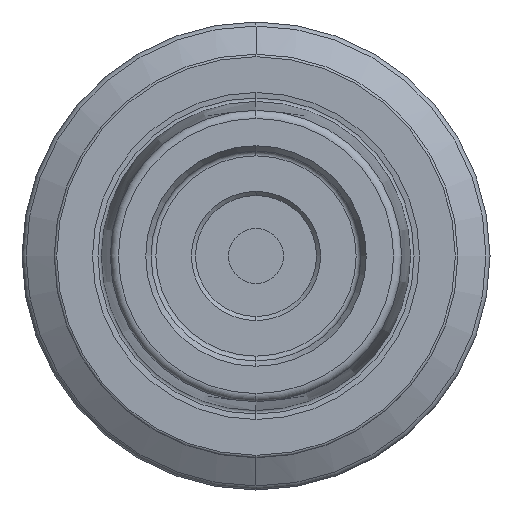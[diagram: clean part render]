
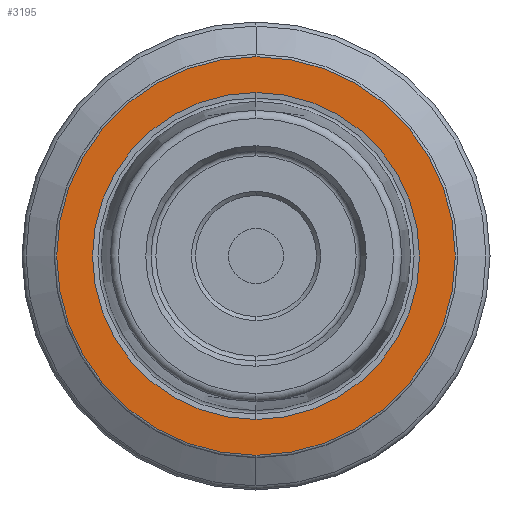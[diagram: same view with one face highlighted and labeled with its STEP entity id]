
A CAD part, left-side view. The second image highlights one B-rep face of the part: STEP entity #3195.
In plain terms, the highlighted planar face has unit normal (-1, 0, 0).
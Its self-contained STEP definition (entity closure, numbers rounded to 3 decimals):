
#33 = CIRCLE ( 'NONE', #36, 24.7 ) ;
#36 = AXIS2_PLACEMENT_3D ( 'NONE', #4283, #4284, #4285 ) ;
#37 = CIRCLE ( 'NONE', #43, 20.258 ) ;
#43 = AXIS2_PLACEMENT_3D ( 'NONE', #4295, #4296, #4297 ) ;
#349 = EDGE_LOOP ( 'NONE', ( #1680, #1679 ) ) ;
#384 = EDGE_LOOP ( 'NONE', ( #1682, #1681 ) ) ;
#587 = VERTEX_POINT ( 'NONE', #979 ) ;
#589 = VERTEX_POINT ( 'NONE', #981 ) ;
#654 = VERTEX_POINT ( 'NONE', #1046 ) ;
#660 = VERTEX_POINT ( 'NONE', #1052 ) ;
#979 = CARTESIAN_POINT ( 'NONE',  ( 0., 0., 20.258 ) ) ;
#981 = CARTESIAN_POINT ( 'NONE',  ( 0., 0., 24.7 ) ) ;
#1046 = CARTESIAN_POINT ( 'NONE',  ( 0., 0., -24.7 ) ) ;
#1052 = CARTESIAN_POINT ( 'NONE',  ( 0., 0., -20.258 ) ) ;
#1679 = ORIENTED_EDGE ( 'NONE', *, *, #4516, .T. ) ;
#1680 = ORIENTED_EDGE ( 'NONE', *, *, #1926, .T. ) ;
#1681 = ORIENTED_EDGE ( 'NONE', *, *, #5087, .F. ) ;
#1682 = ORIENTED_EDGE ( 'NONE', *, *, #4520, .F. ) ;
#1845 = AXIS2_PLACEMENT_3D ( 'NONE', #4750, #4751, #4752 ) ;
#1854 = CIRCLE ( 'NONE', #1845, 24.7 ) ;
#1926 = EDGE_CURVE ( 'NONE', #589, #654, #1854, .T. ) ;
#2280 = CIRCLE ( 'NONE', #2288, 20.258 ) ;
#2288 = AXIS2_PLACEMENT_3D ( 'NONE', #2790, #2791, #2792 ) ;
#2790 = CARTESIAN_POINT ( 'NONE',  ( 0., 0., 0. ) ) ;
#2791 = DIRECTION ( 'NONE',  ( -1., 0., 0. ) ) ;
#2792 = DIRECTION ( 'NONE',  ( 0., 0., 1. ) ) ;
#3195 = ADVANCED_FACE ( 'NONE', ( #3274, #3276 ), #3277, .F. ) ;
#3271 = DIRECTION ( 'NONE',  ( 1., 0., 0. ) ) ;
#3273 = CARTESIAN_POINT ( 'NONE',  ( 0., 24.7, 0. ) ) ;
#3274 = FACE_BOUND ( 'NONE', #384, .T. ) ;
#3276 = FACE_OUTER_BOUND ( 'NONE', #349, .T. ) ;
#3277 = PLANE ( 'NONE',  #3592 ) ;
#3279 = DIRECTION ( 'NONE',  ( 0., 0., -1. ) ) ;
#3592 = AXIS2_PLACEMENT_3D ( 'NONE', #3273, #3271, #3279 ) ;
#4283 = CARTESIAN_POINT ( 'NONE',  ( 0., 0., 0. ) ) ;
#4284 = DIRECTION ( 'NONE',  ( -1., 0., 0. ) ) ;
#4285 = DIRECTION ( 'NONE',  ( 0., 0., 1. ) ) ;
#4295 = CARTESIAN_POINT ( 'NONE',  ( 0., 0., 0. ) ) ;
#4296 = DIRECTION ( 'NONE',  ( -1., 0., 0. ) ) ;
#4297 = DIRECTION ( 'NONE',  ( 0., 0., 1. ) ) ;
#4516 = EDGE_CURVE ( 'NONE', #654, #589, #33, .T. ) ;
#4520 = EDGE_CURVE ( 'NONE', #587, #660, #37, .T. ) ;
#4750 = CARTESIAN_POINT ( 'NONE',  ( 0., 0., 0. ) ) ;
#4751 = DIRECTION ( 'NONE',  ( -1., 0., 0. ) ) ;
#4752 = DIRECTION ( 'NONE',  ( 0., 0., 1. ) ) ;
#5087 = EDGE_CURVE ( 'NONE', #660, #587, #2280, .T. ) ;
